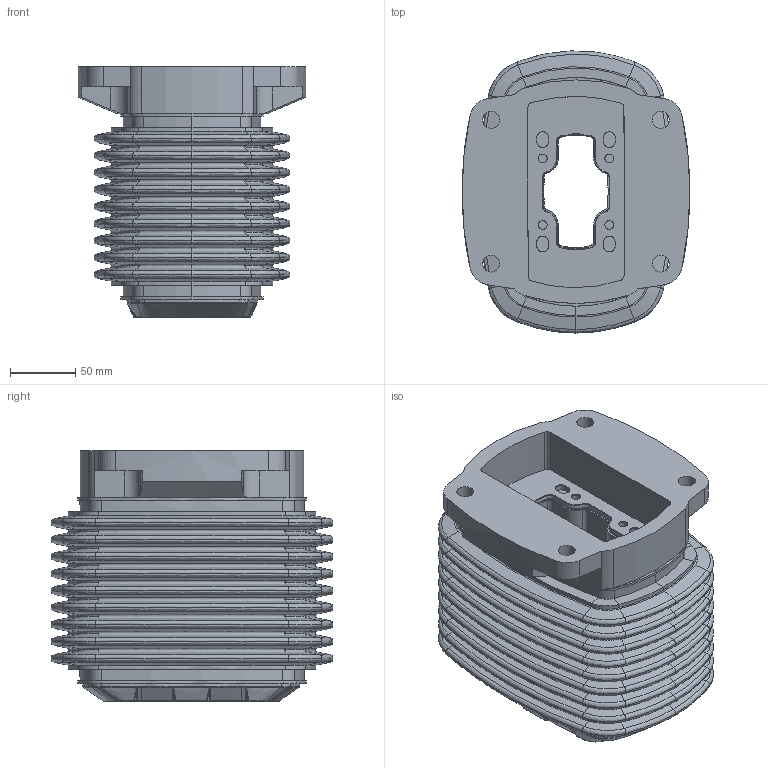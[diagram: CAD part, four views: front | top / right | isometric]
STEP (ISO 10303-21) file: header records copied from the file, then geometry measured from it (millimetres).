
FILE_DESCRIPTION (( 'STEP AP214' ), '1' );
FILE_NAME ('Assem1.STEP', '2024-09-05T10:46:28', ( '' ), ( '' ), 'SwSTEP 2.0', 'SolidWorks 2023', '' );
FILE_SCHEMA (( 'AUTOMOTIVE_DESIGN' ));
Length unit declared in the file: inch
Products named in the file (1): Assem1
Bounding box: 174.54 x 215.95 x 192.13 mm (x, y, z)
Volume: 3485631 mm3; surface area: 321247.9 mm2
Topology: 1 solids, 1 shells, 1094 faces, 2526 edges, 1453 vertices
Faces by surface type: bspline 850, plane 140, cylinder 70, cone 34
Full cylindrical faces by diameter (mm): 6.8 x4, 13 x4
Entity records: 82073 total; most frequent: CARTESIAN_POINT 64176, ORIENTED_EDGE 5032, EDGE_CURVE 2516, DIRECTION 1891, VERTEX_POINT 1453, EDGE_LOOP 1133, FACE_OUTER_BOUND 1102, ADVANCED_FACE 1094
